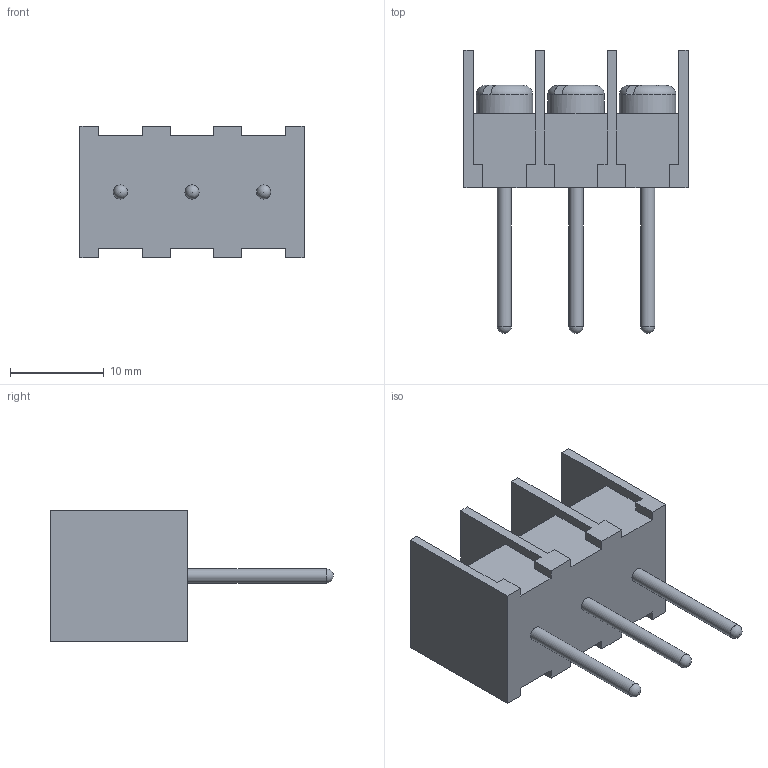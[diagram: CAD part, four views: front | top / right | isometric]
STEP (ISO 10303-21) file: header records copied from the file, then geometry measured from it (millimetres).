
FILE_DESCRIPTION(/* description */ (''),/* implementation_level */ '2;1');
FILE_NAME(/* name */ 'BR-762K.stp',/* time_stamp */ '2022-06-21T17:21:47+09:00',/* author */ ('OFFLINE_PC2'),/* organization */ (''),/* preprocessor_version */ 'ST-DEVELOPER v18',/* originating_system */ 'Autodesk Inventor 2020',/* authorisation */ '');
FILE_SCHEMA (('CONFIG_CONTROL_DESIGN'));
Length unit declared in the file: millimetre
Products named in the file (1): BR-762K
Bounding box: 23.86 x 30.1 x 14 mm (x, y, z)
Volume: 3026.6 mm3; surface area: 2514.6 mm2
Topology: 1 solids, 1 shells, 116 faces, 333 edges, 222 vertices
Faces by surface type: plane 101, cylinder 8, torus 4, sphere 3
Full cylindrical faces by diameter (mm): 1.5 x3, 6 x3
Entity records: 4046 total; most frequent: CARTESIAN_POINT 857, ORIENTED_EDGE 660, DIRECTION 576, EDGE_CURVE 330, LINE 246, VECTOR 246, VERTEX_POINT 222, AXIS2_PLACEMENT_3D 165
